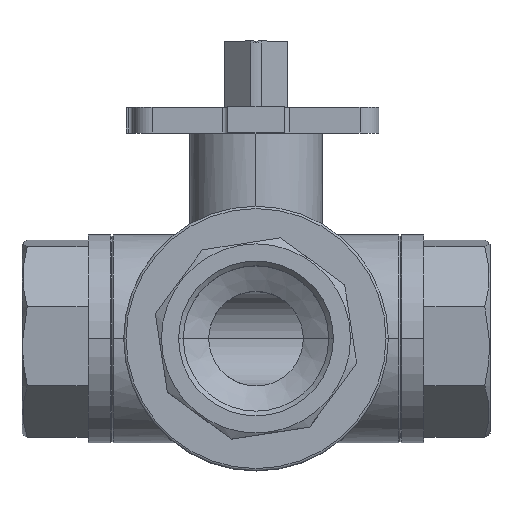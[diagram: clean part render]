
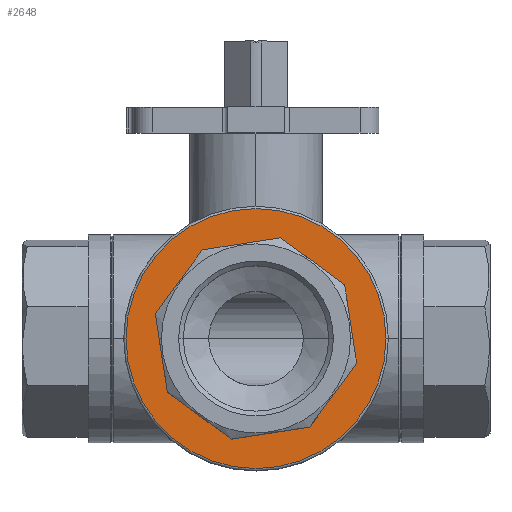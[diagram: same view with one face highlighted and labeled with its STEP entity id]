
A CAD part, top view. The second image highlights one B-rep face of the part: STEP entity #2648.
In plain terms, the highlighted planar face has unit normal (0, 0, 1).
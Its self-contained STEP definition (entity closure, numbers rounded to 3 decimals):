
#20 = VECTOR ( 'NONE', #1318, 1000. ) ;
#26 = LINE ( 'NONE', #1319, #20 ) ;
#43 = LINE ( 'NONE', #1048, #48 ) ;
#44 = VECTOR ( 'NONE', #1066, 1000. ) ;
#48 = VECTOR ( 'NONE', #1055, 1000. ) ;
#50 = LINE ( 'NONE', #1370, #54 ) ;
#52 = LINE ( 'NONE', #1056, #53 ) ;
#53 = VECTOR ( 'NONE', #1057, 1000. ) ;
#54 = VECTOR ( 'NONE', #1060, 1000. ) ;
#55 = LINE ( 'NONE', #1065, #44 ) ;
#59 = CIRCLE ( 'NONE', #2130, 27.5 ) ;
#60 = LINE ( 'NONE', #1067, #61 ) ;
#61 = VECTOR ( 'NONE', #1068, 1000. ) ;
#62 = LINE ( 'NONE', #1069, #63 ) ;
#63 = VECTOR ( 'NONE', #1070, 1000. ) ;
#64 = LINE ( 'NONE', #1071, #65 ) ;
#65 = VECTOR ( 'NONE', #1072, 1000. ) ;
#254 = EDGE_CURVE ( 'NONE', #5836, #5850, #2842, .T. ) ;
#524 = FACE_BOUND ( 'NONE', #4532, .T. ) ;
#529 = FACE_OUTER_BOUND ( 'NONE', #4533, .T. ) ;
#873 = PLANE ( 'NONE',  #2190 ) ;
#876 = DIRECTION ( 'NONE',  ( -1., 0., 0. ) ) ;
#1020 = CARTESIAN_POINT ( 'NONE',  ( -28., 0., 35. ) ) ;
#1022 = DIRECTION ( 'NONE',  ( 0., 0., -1. ) ) ;
#1048 = CARTESIAN_POINT ( 'NONE',  ( -21.288, 5.219, 35. ) ) ;
#1052 = CARTESIAN_POINT ( 'NONE',  ( 18.743, 11.363, 35. ) ) ;
#1055 = DIRECTION ( 'NONE',  ( 0.152, -0.988, 0. ) ) ;
#1056 = CARTESIAN_POINT ( 'NONE',  ( 11.363, -18.743, 35. ) ) ;
#1057 = DIRECTION ( 'NONE',  ( 0.592, 0.806, 0. ) ) ;
#1060 = DIRECTION ( 'NONE',  ( 0.806, -0.592, 0. ) ) ;
#1061 = CARTESIAN_POINT ( 'NONE',  ( 0., 0., 35. ) ) ;
#1063 = DIRECTION ( 'NONE',  ( 0., 0., 1. ) ) ;
#1064 = DIRECTION ( 'NONE',  ( -1., 0., 0. ) ) ;
#1065 = CARTESIAN_POINT ( 'NONE',  ( 21.288, -5.219, 35. ) ) ;
#1066 = DIRECTION ( 'NONE',  ( -0.152, 0.988, 0. ) ) ;
#1067 = CARTESIAN_POINT ( 'NONE',  ( -11.363, 18.743, 35. ) ) ;
#1068 = DIRECTION ( 'NONE',  ( -0.592, -0.806, 0. ) ) ;
#1069 = CARTESIAN_POINT ( 'NONE',  ( 5.219, 21.288, 35. ) ) ;
#1070 = DIRECTION ( 'NONE',  ( -0.988, -0.152, 0. ) ) ;
#1071 = CARTESIAN_POINT ( 'NONE',  ( 18.743, 11.363, 35. ) ) ;
#1072 = DIRECTION ( 'NONE',  ( -0.806, 0.592, 0. ) ) ;
#1211 = CARTESIAN_POINT ( 'NONE',  ( 5.219, 21.288, 35. ) ) ;
#1318 = DIRECTION ( 'NONE',  ( 0.988, 0.152, 0. ) ) ;
#1319 = CARTESIAN_POINT ( 'NONE',  ( -5.219, -21.288, 35. ) ) ;
#1370 = CARTESIAN_POINT ( 'NONE',  ( -18.743, -11.363, 35. ) ) ;
#1391 = CARTESIAN_POINT ( 'NONE',  ( -5.219, -21.288, 35. ) ) ;
#1422 = CARTESIAN_POINT ( 'NONE',  ( -11.363, 18.743, 35. ) ) ;
#1625 = CARTESIAN_POINT ( 'NONE',  ( 21.288, -5.219, 35. ) ) ;
#1651 = CARTESIAN_POINT ( 'NONE',  ( -27.5, 0., 35. ) ) ;
#1663 = CARTESIAN_POINT ( 'NONE',  ( -21.288, 5.219, 35. ) ) ;
#1666 = CARTESIAN_POINT ( 'NONE',  ( 27.5, 0., 35. ) ) ;
#1677 = CARTESIAN_POINT ( 'NONE',  ( -18.743, -11.363, 35. ) ) ;
#1783 = CARTESIAN_POINT ( 'NONE',  ( 11.363, -18.743, 35. ) ) ;
#2130 = AXIS2_PLACEMENT_3D ( 'NONE', #1061, #1063, #1064 ) ;
#2190 = AXIS2_PLACEMENT_3D ( 'NONE', #1020, #1022, #876 ) ;
#2417 = AXIS2_PLACEMENT_3D ( 'NONE', #4106, #4107, #4153 ) ;
#2648 = ADVANCED_FACE ( 'NONE', ( #529, #524 ), #873, .F. ) ;
#2842 = CIRCLE ( 'NONE', #2417, 27.5 ) ;
#4106 = CARTESIAN_POINT ( 'NONE',  ( 0., 0., 35. ) ) ;
#4107 = DIRECTION ( 'NONE',  ( 0., 0., 1. ) ) ;
#4153 = DIRECTION ( 'NONE',  ( -1., 0., 0. ) ) ;
#4532 = EDGE_LOOP ( 'NONE', ( #5289, #5290, #5291, #5292, #5293, #5294, #5295, #5296 ) ) ;
#4533 = EDGE_LOOP ( 'NONE', ( #5287, #5288 ) ) ;
#5287 = ORIENTED_EDGE ( 'NONE', *, *, #6345, .T. ) ;
#5288 = ORIENTED_EDGE ( 'NONE', *, *, #254, .T. ) ;
#5289 = ORIENTED_EDGE ( 'NONE', *, *, #6346, .F. ) ;
#5290 = ORIENTED_EDGE ( 'NONE', *, *, #6343, .F. ) ;
#5291 = ORIENTED_EDGE ( 'NONE', *, *, #6333, .F. ) ;
#5292 = ORIENTED_EDGE ( 'NONE', *, *, #6344, .F. ) ;
#5293 = ORIENTED_EDGE ( 'NONE', *, *, #6342, .F. ) ;
#5294 = ORIENTED_EDGE ( 'NONE', *, *, #6347, .F. ) ;
#5295 = ORIENTED_EDGE ( 'NONE', *, *, #6348, .F. ) ;
#5296 = ORIENTED_EDGE ( 'NONE', *, *, #6349, .F. ) ;
#5811 = VERTEX_POINT ( 'NONE', #1783 ) ;
#5819 = VERTEX_POINT ( 'NONE', #1677 ) ;
#5831 = VERTEX_POINT ( 'NONE', #1663 ) ;
#5836 = VERTEX_POINT ( 'NONE', #1666 ) ;
#5850 = VERTEX_POINT ( 'NONE', #1651 ) ;
#5879 = VERTEX_POINT ( 'NONE', #1625 ) ;
#6178 = VERTEX_POINT ( 'NONE', #1422 ) ;
#6211 = VERTEX_POINT ( 'NONE', #1211 ) ;
#6235 = VERTEX_POINT ( 'NONE', #1052 ) ;
#6255 = VERTEX_POINT ( 'NONE', #1391 ) ;
#6333 = EDGE_CURVE ( 'NONE', #6255, #5811, #26, .T. ) ;
#6342 = EDGE_CURVE ( 'NONE', #5831, #5819, #43, .T. ) ;
#6343 = EDGE_CURVE ( 'NONE', #5811, #5879, #52, .T. ) ;
#6344 = EDGE_CURVE ( 'NONE', #5819, #6255, #50, .T. ) ;
#6345 = EDGE_CURVE ( 'NONE', #5850, #5836, #59, .T. ) ;
#6346 = EDGE_CURVE ( 'NONE', #5879, #6235, #55, .T. ) ;
#6347 = EDGE_CURVE ( 'NONE', #6178, #5831, #60, .T. ) ;
#6348 = EDGE_CURVE ( 'NONE', #6211, #6178, #62, .T. ) ;
#6349 = EDGE_CURVE ( 'NONE', #6235, #6211, #64, .T. ) ;
